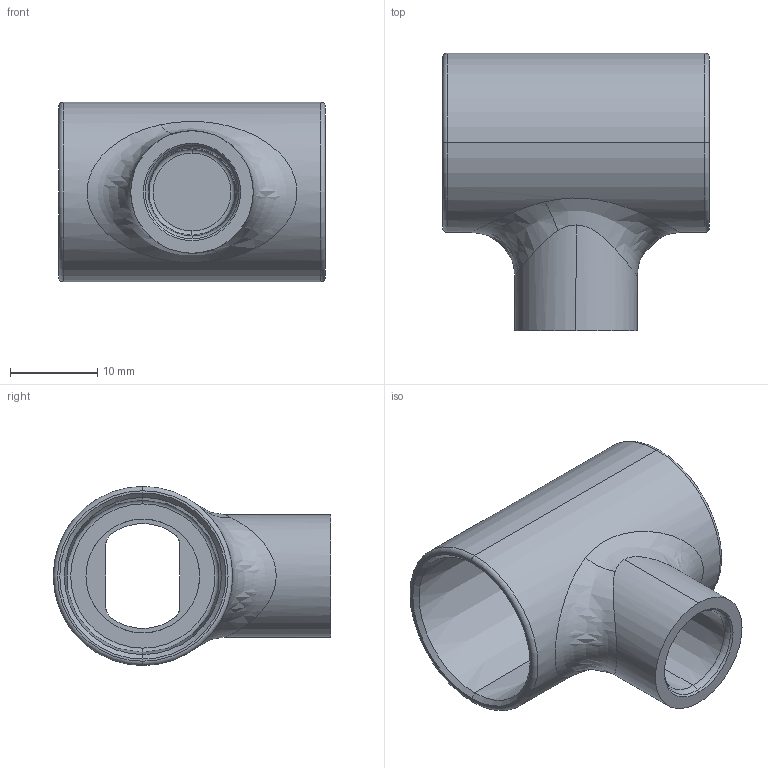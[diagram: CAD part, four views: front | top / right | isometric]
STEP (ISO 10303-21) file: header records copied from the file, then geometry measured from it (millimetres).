
FILE_DESCRIPTION (( 'STEP AP203' ), '1' );
FILE_NAME ('C3102600xx.STEP', '2015-07-28T17:01:02', ( '' ), ( '' ), 'SwSTEP 2.0', 'SolidWorks 2011', '' );
FILE_SCHEMA (( 'CONFIG_CONTROL_DESIGN' ));
Length unit declared in the file: millimetre
Products named in the file (1): C3102600xx
Bounding box: 30.5 x 31.75 x 20.5 mm (x, y, z)
Volume: 3828.5 mm3; surface area: 4905.5 mm2
Topology: 1 solids, 1 shells, 41 faces, 91 edges, 56 vertices
Faces by surface type: cone 13, torus 10, plane 8, bspline 6, cylinder 4
Entity records: 1802 total; most frequent: CARTESIAN_POINT 835, DIRECTION 191, ORIENTED_EDGE 182, EDGE_CURVE 91, AXIS2_PLACEMENT_3D 86, VERTEX_POINT 56, CIRCLE 50, EDGE_LOOP 47
